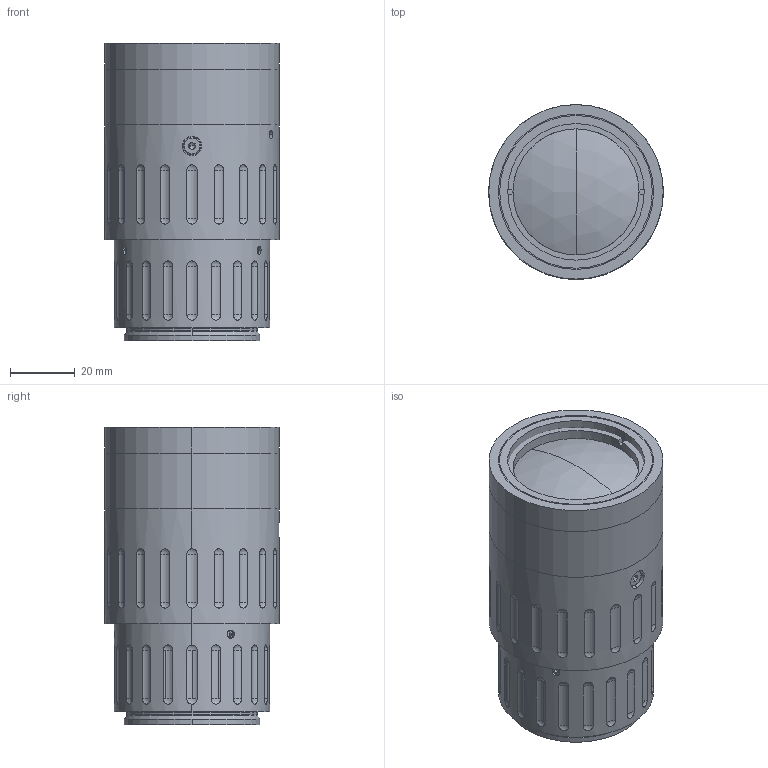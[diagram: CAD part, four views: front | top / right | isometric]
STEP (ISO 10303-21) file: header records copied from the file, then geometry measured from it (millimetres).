
FILE_DESCRIPTION (( 'STEP AP203' ), '1' );
FILE_NAME ('S5LPJ6807_M42_03.STEP', '2022-03-02T10:00:42', ( '' ), ( '' ), 'SwSTEP 2.0', 'SolidWorks 2021', '' );
FILE_SCHEMA (( 'CONFIG_CONTROL_DESIGN' ));
Length unit declared in the file: millimetre
Products named in the file (18): 542002; 542003; 542008; _DIN 913 - M3 x 6-N; S5LAO6807; 542004; din 7984 - m3 x 3 --- 3n_DIN 7984 - M3 x 3 --- 3N; 545302; 328003; S5LDX6807; 542001; 542009; S5LPJ6807_M42_03; DIN 913 - M3 x 3-N_DIN 913 - M3 x 3-N; S5LAO6810; din 913 - m3 x 4-n_DIN 913 - M3 x 4-N; S5LMN6810; 542007
Assembly tree (23 placements, depth 4):
  S5LPJ6807_M42_03
    542001
      S5LAO6807
        S5LDX6807
      S5LAO6810
        S5LMN6810
      542008
      542004
      542002
      542003
      328003
      542007
      542009
      DIN 913 - M3 x 3-N_DIN 913 - M3 x 3-N  x5
      _DIN 913 - M3 x 6-N  x3
      din 913 - m3 x 4-n_DIN 913 - M3 x 4-N
      din 7984 - m3 x 3 --- 3n_DIN 7984 - M3 x 3 --- 3N
    545302
Bounding box: 54 x 54 x 92 mm (x, y, z)
Volume: 110909.8 mm3; surface area: 72842 mm2
Topology: 20 solids, 20 shells, 566 faces, 1265 edges, 789 vertices
Faces by surface type: cylinder 204, plane 154, sphere 88, cone 86, torus 34
Entity records: 17922 total; most frequent: CARTESIAN_POINT 5067, DIRECTION 2382, ORIENTED_EDGE 2106, EDGE_CURVE 1053, AXIS2_PLACEMENT_3D 982, VERTEX_POINT 669, EDGE_LOOP 576, CIRCLE 477
